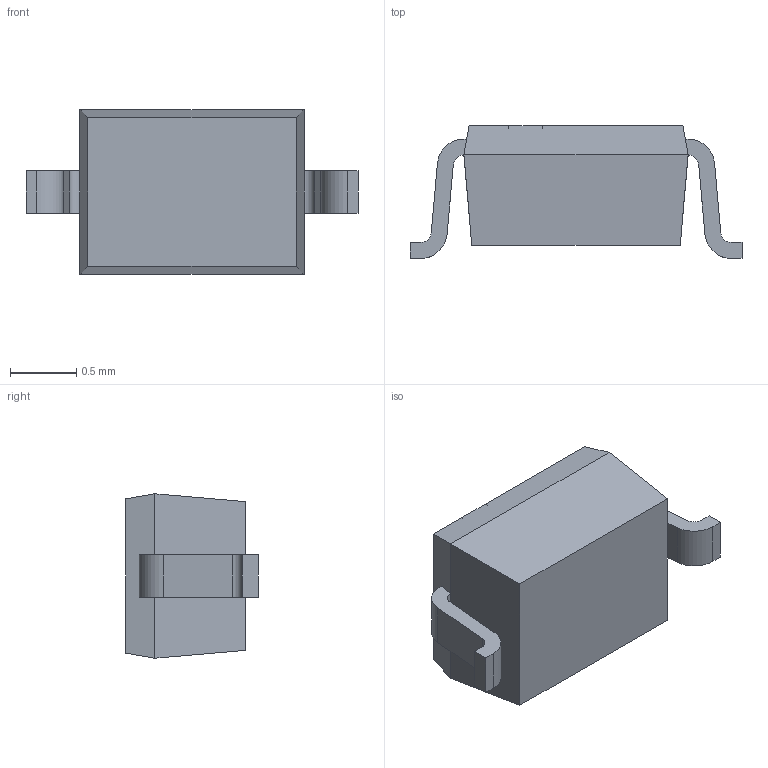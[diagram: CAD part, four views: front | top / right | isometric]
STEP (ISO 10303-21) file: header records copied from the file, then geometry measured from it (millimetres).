
FILE_DESCRIPTION (( 'STEP AP214' ), '1' );
FILE_NAME ('477-02.STEP', '2024-04-18T13:23:06', ( 'LENOVO' ), ( '' ), 'SwSTEP 2.0', 'SolidWorks 2021', '' );
FILE_SCHEMA (( 'AUTOMOTIVE_DESIGN' ));
Length unit declared in the file: millimetre
Products named in the file (1): 477-02
Bounding box: 2.5 x 1 x 1.24 mm (x, y, z)
Volume: 1.8 mm3; surface area: 11.6 mm2
Topology: 4 solids, 4 shells, 48 faces, 112 edges, 72 vertices
Faces by surface type: plane 40, cylinder 8
Entity records: 1409 total; most frequent: CARTESIAN_POINT 233, DIRECTION 226, ORIENTED_EDGE 224, EDGE_CURVE 112, LINE 96, VECTOR 96, VERTEX_POINT 72, AXIS2_PLACEMENT_3D 65
